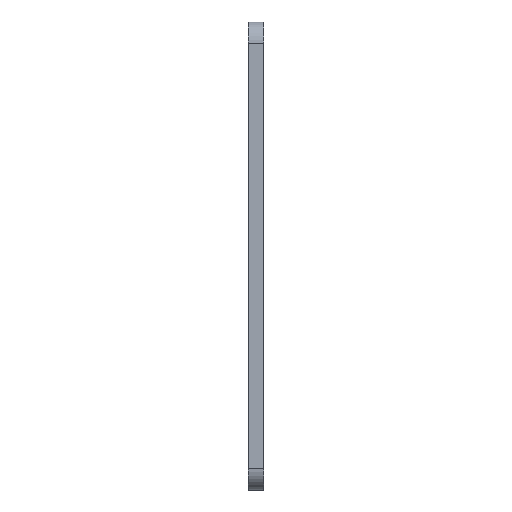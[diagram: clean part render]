
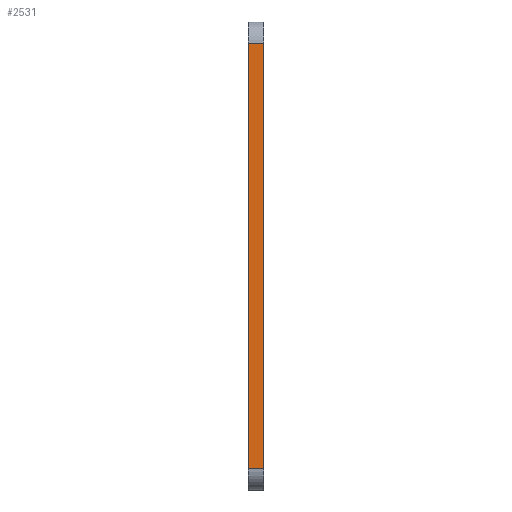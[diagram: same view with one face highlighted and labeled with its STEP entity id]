
A CAD part, left-side view. The second image highlights one B-rep face of the part: STEP entity #2531.
In plain terms, the highlighted planar face has unit normal (-1, 0, 0).
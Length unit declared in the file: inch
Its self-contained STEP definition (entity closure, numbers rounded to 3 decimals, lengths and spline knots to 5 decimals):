
#231 = DIRECTION ( 'NONE',  ( 0., 0., -1. ) ) ;
#256 = CARTESIAN_POINT ( 'NONE',  ( 0., 0.1875, -0.25 ) ) ;
#465 = FACE_OUTER_BOUND ( 'NONE', #4528, .T. ) ;
#694 = DIRECTION ( 'NONE',  ( 0., 1., 0. ) ) ;
#888 = PLANE ( 'NONE',  #6539 ) ;
#904 = DIRECTION ( 'NONE',  ( 1., 0., 0. ) ) ;
#917 = CARTESIAN_POINT ( 'NONE',  ( 0., 0.1875, 0. ) ) ;
#921 = CARTESIAN_POINT ( 'NONE',  ( 0., 0.1875, -5.25 ) ) ;
#1177 = ORIENTED_EDGE ( 'NONE', *, *, #3693, .F. ) ;
#1233 = VERTEX_POINT ( 'NONE', #4866 ) ;
#1739 = VECTOR ( 'NONE', #6951, 39.37008 ) ;
#2332 = DIRECTION ( 'NONE',  ( 0., -1., 0. ) ) ;
#2445 = ORIENTED_EDGE ( 'NONE', *, *, #3490, .T. ) ;
#2531 = ADVANCED_FACE ( 'NONE', ( #465 ), #888, .F. ) ;
#2936 = CARTESIAN_POINT ( 'NONE',  ( 0., 0., -5.25 ) ) ;
#3463 = EDGE_CURVE ( 'NONE', #5968, #4132, #5221, .T. ) ;
#3482 = ORIENTED_EDGE ( 'NONE', *, *, #5528, .T. ) ;
#3490 = EDGE_CURVE ( 'NONE', #5452, #1233, #5133, .T. ) ;
#3693 = EDGE_CURVE ( 'NONE', #5968, #1233, #4209, .T. ) ;
#4132 = VERTEX_POINT ( 'NONE', #2936 ) ;
#4143 = VECTOR ( 'NONE', #6361, 39.37008 ) ;
#4209 = LINE ( 'NONE', #6484, #4143 ) ;
#4528 = EDGE_LOOP ( 'NONE', ( #1177, #6741, #3482, #2445 ) ) ;
#4866 = CARTESIAN_POINT ( 'NONE',  ( 0., 0.1875, -0.25 ) ) ;
#5070 = VECTOR ( 'NONE', #694, 39.37008 ) ;
#5133 = LINE ( 'NONE', #256, #5070 ) ;
#5165 = VECTOR ( 'NONE', #2332, 39.37008 ) ;
#5221 = LINE ( 'NONE', #921, #5165 ) ;
#5257 = CARTESIAN_POINT ( 'NONE',  ( 0., 0.1875, -5.25 ) ) ;
#5452 = VERTEX_POINT ( 'NONE', #7108 ) ;
#5528 = EDGE_CURVE ( 'NONE', #4132, #5452, #6744, .T. ) ;
#5968 = VERTEX_POINT ( 'NONE', #5257 ) ;
#6361 = DIRECTION ( 'NONE',  ( 0., 0., 1. ) ) ;
#6484 = CARTESIAN_POINT ( 'NONE',  ( 0., 0.1875, 0. ) ) ;
#6539 = AXIS2_PLACEMENT_3D ( 'NONE', #917, #904, #231 ) ;
#6741 = ORIENTED_EDGE ( 'NONE', *, *, #3463, .T. ) ;
#6744 = LINE ( 'NONE', #6919, #1739 ) ;
#6919 = CARTESIAN_POINT ( 'NONE',  ( 0., 0., 0. ) ) ;
#6951 = DIRECTION ( 'NONE',  ( 0., 0., 1. ) ) ;
#7108 = CARTESIAN_POINT ( 'NONE',  ( 0., 0., -0.25 ) ) ;
